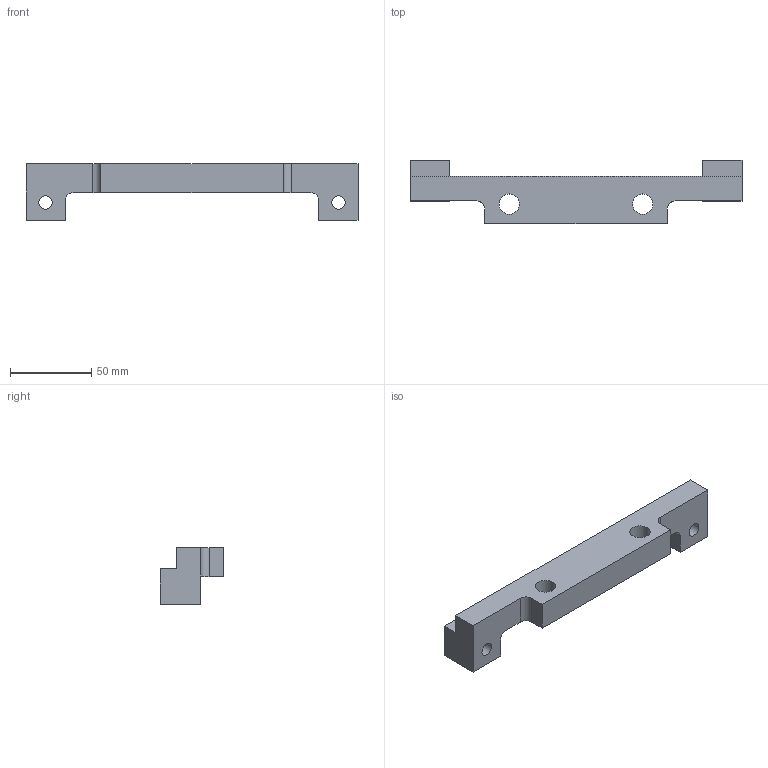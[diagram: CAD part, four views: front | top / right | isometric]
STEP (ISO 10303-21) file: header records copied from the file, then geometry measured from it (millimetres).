
FILE_DESCRIPTION( ( 'Unknown' ), '1' );
FILE_NAME( 'Cale etrier Usinage 6849-106ori.stp', 'Unknown', ( 'Unknown' ), ( 'Unknown' ), 'XStep 1.0', 'Unknown', ' ' );
FILE_SCHEMA( ( 'automotive_design' ) );
Length unit declared in the file: millimetre
Products named in the file (1): Cale etrier Alcon CAR6849H22
Bounding box: 204 x 39 x 35 mm (x, y, z)
Volume: 99285.2 mm3; surface area: 24055.4 mm2
Topology: 1 solids, 1 shells, 26 faces, 74 edges, 50 vertices
Faces by surface type: plane 18, cylinder 8
Full cylindrical faces by diameter (mm): 8.376 x2, 12.5 x2
Entity records: 1052 total; most frequent: CARTESIAN_POINT 143, DIRECTION 138, ORIENTED_EDGE 136, EDGE_CURVE 68, LINE 52, VECTOR 52, VERTEX_POINT 48, AXIS2_PLACEMENT_3D 43
